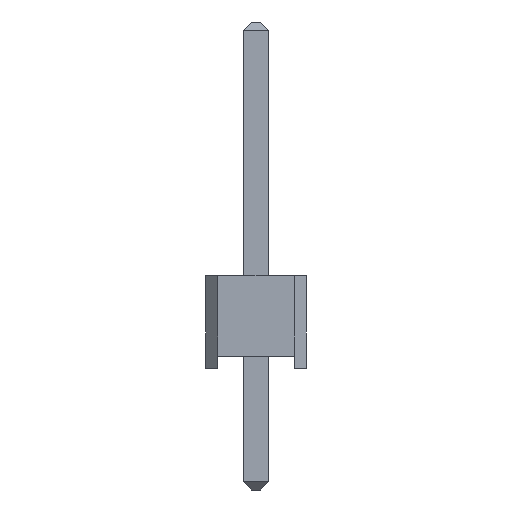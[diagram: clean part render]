
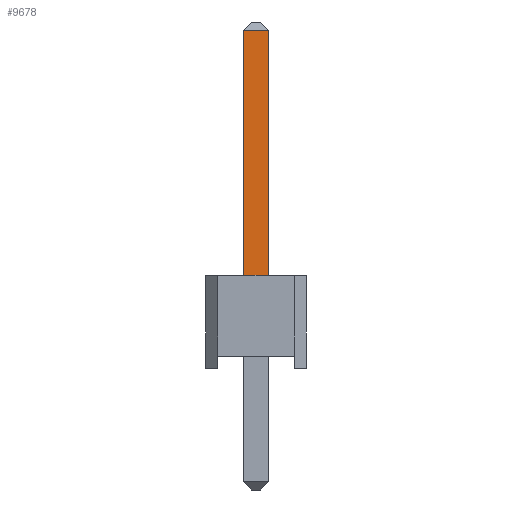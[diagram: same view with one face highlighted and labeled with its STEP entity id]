
A CAD part, left-side view. The second image highlights one B-rep face of the part: STEP entity #9678.
In plain terms, the highlighted planar face has unit normal (-1, 0, 0).
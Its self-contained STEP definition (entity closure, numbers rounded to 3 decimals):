
#6050 = PLANE('',#6051);
#6051 = AXIS2_PLACEMENT_3D('',#6052,#6053,#6054);
#6052 = CARTESIAN_POINT('',(-7.62,1.245,2.29));
#6053 = DIRECTION('',(0.,0.,1.));
#6054 = DIRECTION('',(1.,0.,0.));
#7948 = VERTEX_POINT('',#7949);
#7949 = CARTESIAN_POINT('',(-6.67,-0.32,2.29));
#7963 = PLANE('',#7964);
#7964 = AXIS2_PLACEMENT_3D('',#7965,#7966,#7967);
#7965 = CARTESIAN_POINT('',(-6.03,-0.32,-3.));
#7966 = DIRECTION('',(0.,-1.,0.));
#7967 = DIRECTION('',(0.,0.,-1.));
#7975 = EDGE_CURVE('',#7976,#7948,#7978,.T.);
#7976 = VERTEX_POINT('',#7977);
#7977 = CARTESIAN_POINT('',(-6.67,0.32,2.29));
#7978 = SURFACE_CURVE('',#7979,(#7983,#7990),.PCURVE_S1.);
#7979 = LINE('',#7980,#7981);
#7980 = CARTESIAN_POINT('',(-6.67,-0.32,2.29));
#7981 = VECTOR('',#7982,1.);
#7982 = DIRECTION('',(0.,-1.,0.));
#7983 = PCURVE('',#6050,#7984);
#7984 = DEFINITIONAL_REPRESENTATION('',(#7985),#7989);
#7985 = LINE('',#7986,#7987);
#7986 = CARTESIAN_POINT('',(0.95,-1.565));
#7987 = VECTOR('',#7988,1.);
#7988 = DIRECTION('',(0.,-1.));
#7989 = ( GEOMETRIC_REPRESENTATION_CONTEXT(2) 
PARAMETRIC_REPRESENTATION_CONTEXT() REPRESENTATION_CONTEXT('2D SPACE',''
  ) );
#7990 = PCURVE('',#7991,#7996);
#7991 = PLANE('',#7992);
#7992 = AXIS2_PLACEMENT_3D('',#7993,#7994,#7995);
#7993 = CARTESIAN_POINT('',(-6.67,-0.32,-3.));
#7994 = DIRECTION('',(-1.,0.,0.));
#7995 = DIRECTION('',(0.,0.,1.));
#7996 = DEFINITIONAL_REPRESENTATION('',(#7997),#8001);
#7997 = LINE('',#7998,#7999);
#7998 = CARTESIAN_POINT('',(5.29,0.));
#7999 = VECTOR('',#8000,1.);
#8000 = DIRECTION('',(0.,-1.));
#8001 = ( GEOMETRIC_REPRESENTATION_CONTEXT(2) 
PARAMETRIC_REPRESENTATION_CONTEXT() REPRESENTATION_CONTEXT('2D SPACE',''
  ) );
#8017 = PLANE('',#8018);
#8018 = AXIS2_PLACEMENT_3D('',#8019,#8020,#8021);
#8019 = CARTESIAN_POINT('',(-6.67,0.32,-3.));
#8020 = DIRECTION('',(0.,1.,0.));
#8021 = DIRECTION('',(0.,0.,1.));
#9574 = EDGE_CURVE('',#7948,#9575,#9577,.T.);
#9575 = VERTEX_POINT('',#9576);
#9576 = CARTESIAN_POINT('',(-6.67,-0.32,8.34));
#9577 = SURFACE_CURVE('',#9578,(#9582,#9589),.PCURVE_S1.);
#9578 = LINE('',#9579,#9580);
#9579 = CARTESIAN_POINT('',(-6.67,-0.32,-3.));
#9580 = VECTOR('',#9581,1.);
#9581 = DIRECTION('',(0.,0.,1.));
#9582 = PCURVE('',#7963,#9583);
#9583 = DEFINITIONAL_REPRESENTATION('',(#9584),#9588);
#9584 = LINE('',#9585,#9586);
#9585 = CARTESIAN_POINT('',(0.,-0.64));
#9586 = VECTOR('',#9587,1.);
#9587 = DIRECTION('',(-1.,0.));
#9588 = ( GEOMETRIC_REPRESENTATION_CONTEXT(2) 
PARAMETRIC_REPRESENTATION_CONTEXT() REPRESENTATION_CONTEXT('2D SPACE',''
  ) );
#9589 = PCURVE('',#7991,#9590);
#9590 = DEFINITIONAL_REPRESENTATION('',(#9591),#9595);
#9591 = LINE('',#9592,#9593);
#9592 = CARTESIAN_POINT('',(0.,0.));
#9593 = VECTOR('',#9594,1.);
#9594 = DIRECTION('',(1.,0.));
#9595 = ( GEOMETRIC_REPRESENTATION_CONTEXT(2) 
PARAMETRIC_REPRESENTATION_CONTEXT() REPRESENTATION_CONTEXT('2D SPACE',''
  ) );
#9629 = VERTEX_POINT('',#9630);
#9630 = CARTESIAN_POINT('',(-6.67,0.32,8.34));
#9658 = EDGE_CURVE('',#7976,#9629,#9659,.T.);
#9659 = SURFACE_CURVE('',#9660,(#9664,#9671),.PCURVE_S1.);
#9660 = LINE('',#9661,#9662);
#9661 = CARTESIAN_POINT('',(-6.67,0.32,-3.));
#9662 = VECTOR('',#9663,1.);
#9663 = DIRECTION('',(0.,0.,1.));
#9664 = PCURVE('',#8017,#9665);
#9665 = DEFINITIONAL_REPRESENTATION('',(#9666),#9670);
#9666 = LINE('',#9667,#9668);
#9667 = CARTESIAN_POINT('',(0.,0.));
#9668 = VECTOR('',#9669,1.);
#9669 = DIRECTION('',(1.,0.));
#9670 = ( GEOMETRIC_REPRESENTATION_CONTEXT(2) 
PARAMETRIC_REPRESENTATION_CONTEXT() REPRESENTATION_CONTEXT('2D SPACE',''
  ) );
#9671 = PCURVE('',#7991,#9672);
#9672 = DEFINITIONAL_REPRESENTATION('',(#9673),#9677);
#9673 = LINE('',#9674,#9675);
#9674 = CARTESIAN_POINT('',(0.,0.64));
#9675 = VECTOR('',#9676,1.);
#9676 = DIRECTION('',(1.,0.));
#9677 = ( GEOMETRIC_REPRESENTATION_CONTEXT(2) 
PARAMETRIC_REPRESENTATION_CONTEXT() REPRESENTATION_CONTEXT('2D SPACE',''
  ) );
#9678 = ADVANCED_FACE('',(#9679),#7991,.T.);
#9679 = FACE_BOUND('',#9680,.T.);
#9680 = EDGE_LOOP('',(#9681,#9682,#9683,#9684));
#9681 = ORIENTED_EDGE('',*,*,#9658,.F.);
#9682 = ORIENTED_EDGE('',*,*,#7975,.T.);
#9683 = ORIENTED_EDGE('',*,*,#9574,.T.);
#9684 = ORIENTED_EDGE('',*,*,#9685,.T.);
#9685 = EDGE_CURVE('',#9575,#9629,#9686,.T.);
#9686 = SURFACE_CURVE('',#9687,(#9691,#9698),.PCURVE_S1.);
#9687 = LINE('',#9688,#9689);
#9688 = CARTESIAN_POINT('',(-6.67,-0.32,8.34));
#9689 = VECTOR('',#9690,1.);
#9690 = DIRECTION('',(0.,1.,0.));
#9691 = PCURVE('',#7991,#9692);
#9692 = DEFINITIONAL_REPRESENTATION('',(#9693),#9697);
#9693 = LINE('',#9694,#9695);
#9694 = CARTESIAN_POINT('',(11.34,0.));
#9695 = VECTOR('',#9696,1.);
#9696 = DIRECTION('',(0.,1.));
#9697 = ( GEOMETRIC_REPRESENTATION_CONTEXT(2) 
PARAMETRIC_REPRESENTATION_CONTEXT() REPRESENTATION_CONTEXT('2D SPACE',''
  ) );
#9698 = PCURVE('',#9699,#9704);
#9699 = PLANE('',#9700);
#9700 = AXIS2_PLACEMENT_3D('',#9701,#9702,#9703);
#9701 = CARTESIAN_POINT('',(-6.57,-0.32,8.44));
#9702 = DIRECTION('',(-0.707,0.,0.707));
#9703 = DIRECTION('',(0.707,0.,0.707));
#9704 = DEFINITIONAL_REPRESENTATION('',(#9705),#9709);
#9705 = LINE('',#9706,#9707);
#9706 = CARTESIAN_POINT('',(-0.141,0.));
#9707 = VECTOR('',#9708,1.);
#9708 = DIRECTION('',(0.,1.));
#9709 = ( GEOMETRIC_REPRESENTATION_CONTEXT(2) 
PARAMETRIC_REPRESENTATION_CONTEXT() REPRESENTATION_CONTEXT('2D SPACE',''
  ) );
